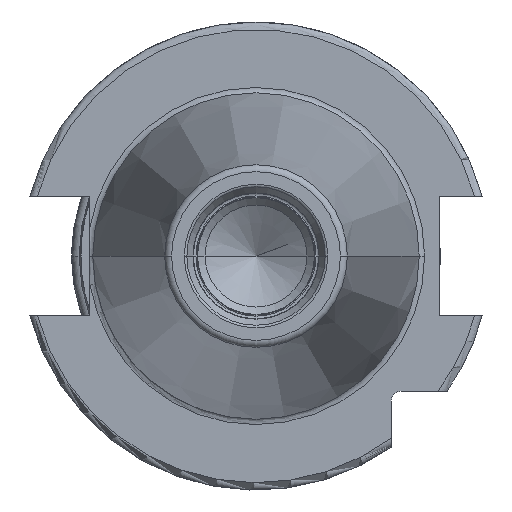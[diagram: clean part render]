
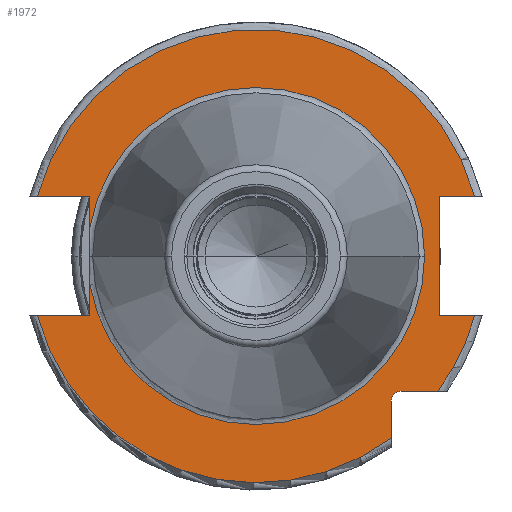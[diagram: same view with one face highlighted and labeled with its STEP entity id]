
A CAD part, left-side view. The second image highlights one B-rep face of the part: STEP entity #1972.
In plain terms, the highlighted planar face has unit normal (-1, 0, 0).
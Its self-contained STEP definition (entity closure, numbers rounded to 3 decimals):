
#117=CARTESIAN_POINT('',(3.2,0.,0.));
#118=DIRECTION('',(-1.,0.,0.));
#119=DIRECTION('',(0.,0.986,-0.168));
#120=AXIS2_PLACEMENT_3D('',#117,#118,#119);
#168=DIRECTION('',(0.,-1.,0.));
#169=VECTOR('',#168,4.99);
#170=CARTESIAN_POINT('',(3.2,-19.7,-18.35));
#171=LINE('',#170,#169);
#172=DIRECTION('',(0.,0.,1.));
#173=VECTOR('',#172,4.99);
#174=CARTESIAN_POINT('',(3.2,-18.35,-24.69));
#175=LINE('',#174,#173);
#176=CARTESIAN_POINT('',(3.2,0.,0.));
#177=DIRECTION('',(-1.,0.,0.));
#178=DIRECTION('',(0.,0.965,-0.263));
#179=AXIS2_PLACEMENT_3D('',#176,#177,#178);
#181=DIRECTION('',(0.,-1.,0.));
#182=VECTOR('',#181,7.127);
#183=CARTESIAN_POINT('',(3.2,29.677,-8.1));
#184=LINE('',#183,#182);
#185=DIRECTION('',(0.,0.,-1.));
#186=VECTOR('',#185,4.258);
#187=CARTESIAN_POINT('',(3.2,22.55,-3.842));
#188=LINE('',#187,#186);
#189=DIRECTION('',(0.,0.,-1.));
#190=VECTOR('',#189,4.258);
#191=CARTESIAN_POINT('',(3.2,22.55,8.1));
#192=LINE('',#191,#190);
#193=DIRECTION('',(0.,-1.,0.));
#194=VECTOR('',#193,7.127);
#195=CARTESIAN_POINT('',(3.2,29.677,8.1));
#196=LINE('',#195,#194);
#197=CARTESIAN_POINT('',(3.2,0.,0.));
#198=DIRECTION('',(1.,0.,0.));
#199=DIRECTION('',(0.,0.965,0.263));
#200=AXIS2_PLACEMENT_3D('',#197,#198,#199);
#202=DIRECTION('',(0.,1.,0.));
#203=VECTOR('',#202,4.827);
#204=CARTESIAN_POINT('',(3.2,-29.677,8.1));
#205=LINE('',#204,#203);
#206=DIRECTION('',(0.,0.,1.));
#207=VECTOR('',#206,16.2);
#208=CARTESIAN_POINT('',(3.2,-24.85,-8.1));
#209=LINE('',#208,#207);
#210=DIRECTION('',(0.,1.,0.));
#211=VECTOR('',#210,4.827);
#212=CARTESIAN_POINT('',(3.2,-29.677,-8.1));
#213=LINE('',#212,#211);
#214=CARTESIAN_POINT('',(3.2,0.,0.));
#215=DIRECTION('',(-1.,0.,0.));
#216=DIRECTION('',(0.,-0.803,-0.597));
#217=AXIS2_PLACEMENT_3D('',#214,#215,#216);
#942=CARTESIAN_POINT('',(3.2,-19.7,-19.7));
#943=DIRECTION('',(1.,0.,0.));
#944=DIRECTION('',(0.,1.,0.));
#945=AXIS2_PLACEMENT_3D('',#942,#943,#944);
#958=CARTESIAN_POINT('',(3.2,0.,0.));
#959=DIRECTION('',(1.,0.,0.));
#960=DIRECTION('',(0.,0.986,0.168));
#961=AXIS2_PLACEMENT_3D('',#958,#959,#960);
#1377=CARTESIAN_POINT('',(3.2,-22.875,0.));
#1379=VERTEX_POINT('',#1377);
#1519=CARTESIAN_POINT('',(3.2,29.677,8.1));
#1520=CARTESIAN_POINT('',(3.2,22.55,8.1));
#1521=VERTEX_POINT('',#1519);
#1522=VERTEX_POINT('',#1520);
#1523=CARTESIAN_POINT('',(3.2,22.55,3.842));
#1524=VERTEX_POINT('',#1523);
#1525=CARTESIAN_POINT('',(3.2,22.55,-3.842));
#1526=CARTESIAN_POINT('',(3.2,22.55,-8.1));
#1527=VERTEX_POINT('',#1525);
#1528=VERTEX_POINT('',#1526);
#1529=CARTESIAN_POINT('',(3.2,29.677,-8.1));
#1530=VERTEX_POINT('',#1529);
#1531=CARTESIAN_POINT('',(3.2,-29.677,-8.1));
#1532=CARTESIAN_POINT('',(3.2,-24.85,-8.1));
#1533=VERTEX_POINT('',#1531);
#1534=VERTEX_POINT('',#1532);
#1535=CARTESIAN_POINT('',(3.2,-24.85,8.1));
#1536=VERTEX_POINT('',#1535);
#1537=CARTESIAN_POINT('',(3.2,-29.677,8.1));
#1538=VERTEX_POINT('',#1537);
#1564=CARTESIAN_POINT('',(3.2,-18.35,-24.69));
#1565=VERTEX_POINT('',#1564);
#1572=CARTESIAN_POINT('',(3.2,-19.7,-18.35));
#1573=CARTESIAN_POINT('',(3.2,-24.69,-18.35));
#1574=VERTEX_POINT('',#1572);
#1575=VERTEX_POINT('',#1573);
#1576=CARTESIAN_POINT('',(3.2,-18.35,-19.7));
#1577=VERTEX_POINT('',#1576);
#1940=CARTESIAN_POINT('',(3.2,0.,0.));
#1941=DIRECTION('',(1.,0.,0.));
#1942=DIRECTION('',(0.,-1.,0.));
#1943=AXIS2_PLACEMENT_3D('',#1940,#1941,#1942);
#1944=PLANE('',#1943);
#1946=ORIENTED_EDGE('',*,*,#1945,.F.);
#1948=ORIENTED_EDGE('',*,*,#1947,.F.);
#1950=ORIENTED_EDGE('',*,*,#1949,.F.);
#1952=ORIENTED_EDGE('',*,*,#1951,.F.);
#1953=ORIENTED_EDGE('',*,*,#1908,.T.);
#1954=ORIENTED_EDGE('',*,*,#1816,.F.);
#1955=ORIENTED_EDGE('',*,*,#1797,.T.);
#1957=ORIENTED_EDGE('',*,*,#1956,.F.);
#1958=ORIENTED_EDGE('',*,*,#1811,.F.);
#1959=ORIENTED_EDGE('',*,*,#1880,.F.);
#1961=ORIENTED_EDGE('',*,*,#1960,.T.);
#1963=ORIENTED_EDGE('',*,*,#1962,.T.);
#1965=ORIENTED_EDGE('',*,*,#1964,.F.);
#1967=ORIENTED_EDGE('',*,*,#1966,.F.);
#1969=ORIENTED_EDGE('',*,*,#1968,.F.);
#1970=EDGE_LOOP('',(#1946,#1948,#1950,#1952,#1953,#1954,#1955,#1957,#1958,#1959,
#1961,#1963,#1965,#1967,#1969));
#1971=FACE_OUTER_BOUND('',#1970,.F.);
#1972=ADVANCED_FACE('',(#1971),#1944,.F.);
#121=CIRCLE('',#120,22.875);
#180=CIRCLE('',#179,30.763);
#201=CIRCLE('',#200,30.763);
#218=CIRCLE('',#217,30.763);
#946=CIRCLE('',#945,1.35);
#962=CIRCLE('',#961,22.875);
#1797=EDGE_CURVE('',#1527,#1379,#121,.T.);
#1811=EDGE_CURVE('',#1522,#1524,#192,.T.);
#1816=EDGE_CURVE('',#1527,#1528,#188,.T.);
#1880=EDGE_CURVE('',#1521,#1522,#196,.T.);
#1908=EDGE_CURVE('',#1530,#1528,#184,.T.);
#1945=EDGE_CURVE('',#1574,#1575,#171,.T.);
#1947=EDGE_CURVE('',#1577,#1574,#946,.T.);
#1949=EDGE_CURVE('',#1565,#1577,#175,.T.);
#1951=EDGE_CURVE('',#1530,#1565,#180,.T.);
#1956=EDGE_CURVE('',#1524,#1379,#962,.T.);
#1960=EDGE_CURVE('',#1521,#1538,#201,.T.);
#1962=EDGE_CURVE('',#1538,#1536,#205,.T.);
#1964=EDGE_CURVE('',#1534,#1536,#209,.T.);
#1966=EDGE_CURVE('',#1533,#1534,#213,.T.);
#1968=EDGE_CURVE('',#1575,#1533,#218,.T.);
